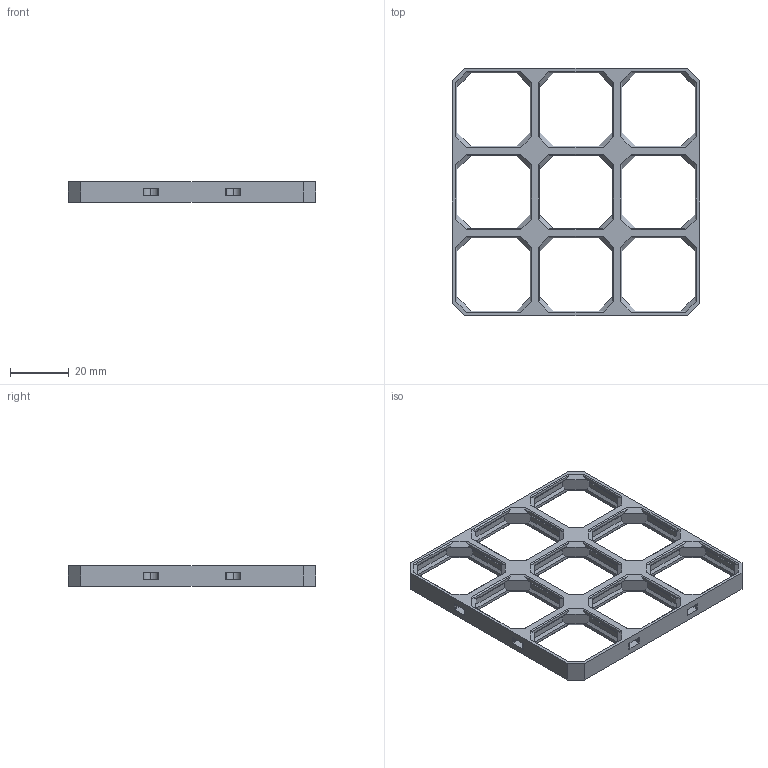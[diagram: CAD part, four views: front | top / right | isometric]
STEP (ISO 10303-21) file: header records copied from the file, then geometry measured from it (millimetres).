
FILE_DESCRIPTION(('HOOPS Exchange Step'),'2;1');
FILE_NAME('temp_export','2025-03-02T21:49:34+01:00',('ddanier'),('Shapr3D Limited'),'HOOPS Exchange 2024.8','Shapr3D','Authorized');
FILE_SCHEMA( ('AP242_MANAGED_MODEL_BASED_3D_ENGINEERING_MIM_LF {1 0 10303 442 1 1 4}') );
Length unit declared in the file: millimetre
Products named in the file (1): openGrid 3x3
Bounding box: 84 x 84 x 6.8 mm (x, y, z)
Volume: 10324.4 mm3; surface area: 11533.1 mm2
Topology: 1 solids, 1 shells, 466 faces, 1224 edges, 768 vertices
Faces by surface type: plane 402, cylinder 64
Entity records: 14056 total; most frequent: CARTESIAN_POINT 2460, ORIENTED_EDGE 2448, DIRECTION 2288, EDGE_CURVE 1224, VECTOR 1096, LINE 1096, VERTEX_POINT 768, AXIS2_PLACEMENT_3D 596
